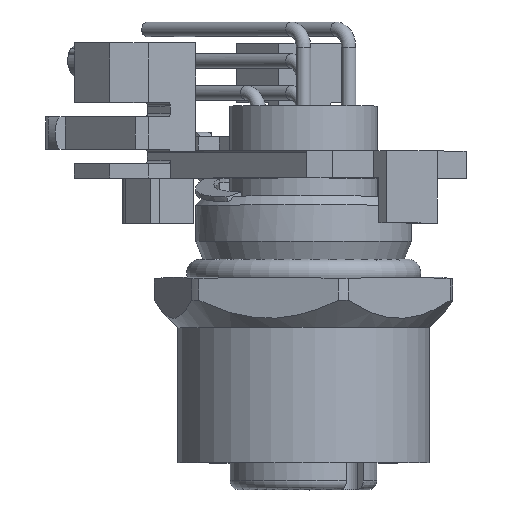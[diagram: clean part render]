
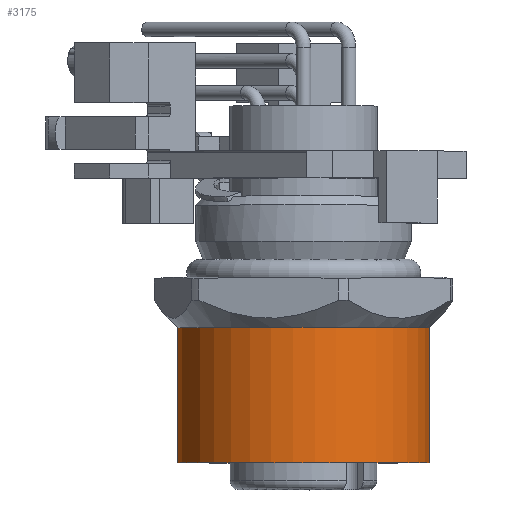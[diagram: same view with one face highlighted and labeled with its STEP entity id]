
A CAD part, top view. The second image highlights one B-rep face of the part: STEP entity #3175.
In plain terms, the highlighted cylindrical face has radius 7 mm (diameter 14 mm), a full revolution.
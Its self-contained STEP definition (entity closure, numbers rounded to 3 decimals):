
#3029=CARTESIAN_POINT('',(1.812,13.7,6.762));
#3030=VERTEX_POINT('',#3029);
#3031=CARTESIAN_POINT('',(0.,13.7,0.));
#3032=DIRECTION('',(0.,-1.,0.));
#3033=DIRECTION('',(0.259,0.,0.966));
#3034=AXIS2_PLACEMENT_3D('',#3031,#3032,#3033);
#3035=CIRCLE('',#3034,7.);
#3036=EDGE_CURVE('',#3030,#3030,#3035,.T.);
#3156=CARTESIAN_POINT('',(0.,9.95,0.));
#3157=DIRECTION('',(0.,-1.,0.));
#3158=DIRECTION('',(0.259,0.,0.966));
#3159=AXIS2_PLACEMENT_3D('',#3156,#3157,#3158);
#3160=CYLINDRICAL_SURFACE('',#3159,7.);
#3161=CARTESIAN_POINT('',(1.812,6.2,6.762));
#3162=VERTEX_POINT('',#3161);
#3163=CARTESIAN_POINT('',(0.,6.2,0.));
#3164=DIRECTION('',(0.,-1.,0.));
#3165=DIRECTION('',(0.259,0.,0.966));
#3166=AXIS2_PLACEMENT_3D('',#3163,#3164,#3165);
#3167=CIRCLE('',#3166,7.);
#3168=EDGE_CURVE('',#3162,#3162,#3167,.T.);
#3169=ORIENTED_EDGE('',*,*,#3168,.F.);
#3170=EDGE_LOOP('',(#3169));
#3171=FACE_OUTER_BOUND('',#3170,.T.);
#3172=ORIENTED_EDGE('',*,*,#3036,.T.);
#3173=EDGE_LOOP('',(#3172));
#3174=FACE_BOUND('',#3173,.T.);
#3175=ADVANCED_FACE('',(#3171,#3174),#3160,.T.);
